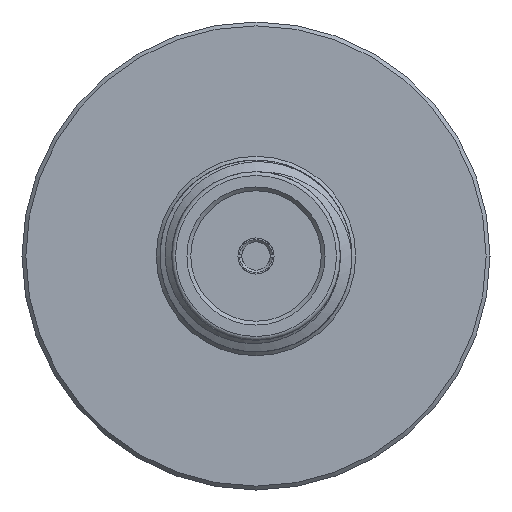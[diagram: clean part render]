
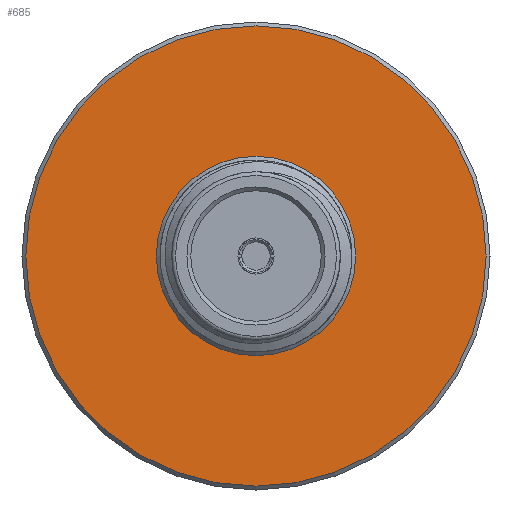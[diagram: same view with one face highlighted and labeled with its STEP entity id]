
A CAD part, left-side view. The second image highlights one B-rep face of the part: STEP entity #685.
In plain terms, the highlighted planar face has unit normal (-1, 0, 0).
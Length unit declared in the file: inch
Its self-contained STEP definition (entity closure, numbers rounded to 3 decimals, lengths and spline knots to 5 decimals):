
#182 = EDGE_LOOP ( 'NONE', ( #810 ) ) ;
#355 = CARTESIAN_POINT ( 'NONE',  ( 0.423, 0., 0. ) ) ;
#398 = CARTESIAN_POINT ( 'NONE',  ( 0.423, -0.12989, 0. ) ) ;
#597 = CIRCLE ( 'NONE', #2849, 0.3 ) ;
#685 = ADVANCED_FACE ( 'NONE', ( #2736, #2971 ), #2474, .T. ) ;
#723 = DIRECTION ( 'NONE',  ( -1., 0., 0. ) ) ;
#810 = ORIENTED_EDGE ( 'NONE', *, *, #1575, .F. ) ;
#905 = AXIS2_PLACEMENT_3D ( 'NONE', #355, #2607, #2104 ) ;
#995 = CARTESIAN_POINT ( 'NONE',  ( 0.423, 0., 0. ) ) ;
#1365 = VERTEX_POINT ( 'NONE', #398 ) ;
#1575 = EDGE_CURVE ( 'NONE', #1365, #1365, #1742, .T. ) ;
#1622 = DIRECTION ( 'NONE',  ( 0., -1., 0. ) ) ;
#1742 = CIRCLE ( 'NONE', #905, 0.12989 ) ;
#1894 = DIRECTION ( 'NONE',  ( -1., 0., 0. ) ) ;
#2104 = DIRECTION ( 'NONE',  ( 0., -1., 0. ) ) ;
#2331 = AXIS2_PLACEMENT_3D ( 'NONE', #995, #723, #2429 ) ;
#2417 = CARTESIAN_POINT ( 'NONE',  ( 0.423, -0.3, 0. ) ) ;
#2429 = DIRECTION ( 'NONE',  ( 0., 0., 1. ) ) ;
#2474 = PLANE ( 'NONE',  #2331 ) ;
#2607 = DIRECTION ( 'NONE',  ( -1., 0., 0. ) ) ;
#2653 = VERTEX_POINT ( 'NONE', #2417 ) ;
#2736 = FACE_BOUND ( 'NONE', #182, .T. ) ;
#2849 = AXIS2_PLACEMENT_3D ( 'NONE', #3098, #1894, #1622 ) ;
#2862 = ORIENTED_EDGE ( 'NONE', *, *, #2875, .T. ) ;
#2875 = EDGE_CURVE ( 'NONE', #2653, #2653, #597, .T. ) ;
#2908 = EDGE_LOOP ( 'NONE', ( #2862 ) ) ;
#2971 = FACE_OUTER_BOUND ( 'NONE', #2908, .T. ) ;
#3098 = CARTESIAN_POINT ( 'NONE',  ( 0.423, 0., 0. ) ) ;
